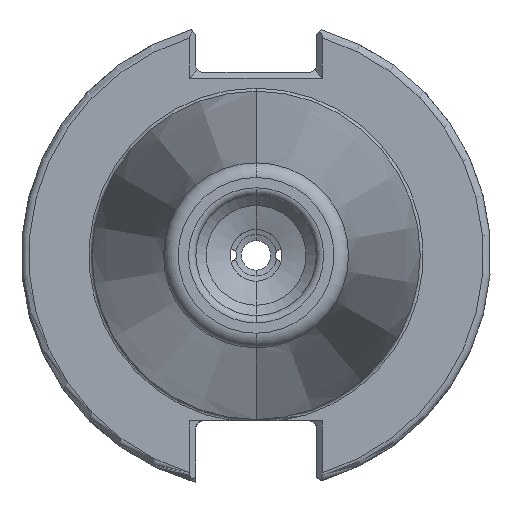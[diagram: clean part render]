
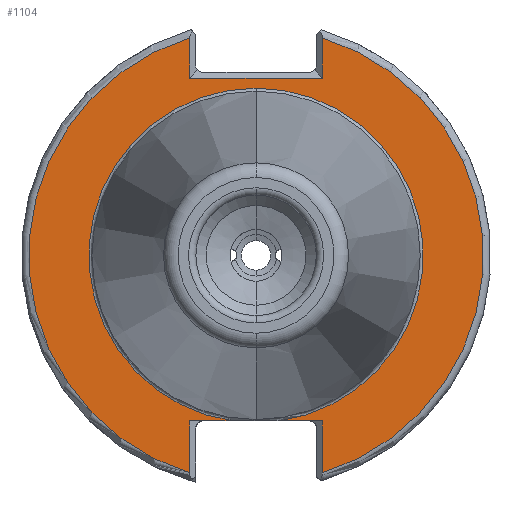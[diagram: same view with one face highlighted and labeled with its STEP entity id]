
A CAD part, left-side view. The second image highlights one B-rep face of the part: STEP entity #1104.
In plain terms, the highlighted planar face has unit normal (-1, 0, 0).
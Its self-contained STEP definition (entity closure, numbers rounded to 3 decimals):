
#54 = DIRECTION ( 'NONE',  ( 0., 0., 1. ) ) ;
#329 = CARTESIAN_POINT ( 'NONE',  ( -76.82, 0., 0. ) ) ;
#330 = CARTESIAN_POINT ( 'NONE',  ( -76.82, -3.112, -22.41 ) ) ;
#343 = LINE ( 'NONE', #4784, #4238 ) ;
#383 = AXIS2_PLACEMENT_3D ( 'NONE', #476, #692, #54 ) ;
#384 = VECTOR ( 'NONE', #2737, 1000. ) ;
#449 = VERTEX_POINT ( 'NONE', #1043 ) ;
#476 = CARTESIAN_POINT ( 'NONE',  ( -76.82, 0., 0. ) ) ;
#584 = ORIENTED_EDGE ( 'NONE', *, *, #4671, .T. ) ;
#692 = DIRECTION ( 'NONE',  ( -1., 0., 0. ) ) ;
#794 = DIRECTION ( 'NONE',  ( 0., 0., -1. ) ) ;
#810 = CARTESIAN_POINT ( 'NONE',  ( -76.82, -8.99, 0. ) ) ;
#841 = EDGE_CURVE ( 'NONE', #2183, #4775, #3910, .T. ) ;
#864 = CIRCLE ( 'NONE', #383, 22.625 ) ;
#941 = ORIENTED_EDGE ( 'NONE', *, *, #1617, .T. ) ;
#1012 = ORIENTED_EDGE ( 'NONE', *, *, #4550, .F. ) ;
#1043 = CARTESIAN_POINT ( 'NONE',  ( -76.82, 8.99, -29.433 ) ) ;
#1046 = CARTESIAN_POINT ( 'NONE',  ( -76.82, -8.99, 24.8 ) ) ;
#1047 = ORIENTED_EDGE ( 'NONE', *, *, #1411, .T. ) ;
#1051 = CARTESIAN_POINT ( 'NONE',  ( -76.82, 0., 0. ) ) ;
#1085 = FACE_OUTER_BOUND ( 'NONE', #2937, .T. ) ;
#1104 = ADVANCED_FACE ( 'NONE', ( #1085 ), #1132, .F. ) ;
#1112 = DIRECTION ( 'NONE',  ( 0., 0., 1. ) ) ;
#1132 = PLANE ( 'NONE',  #1992 ) ;
#1160 = DIRECTION ( 'NONE',  ( -1., 0., 0. ) ) ;
#1390 = VERTEX_POINT ( 'NONE', #3368 ) ;
#1411 = EDGE_CURVE ( 'NONE', #2566, #1780, #343, .T. ) ;
#1445 = LINE ( 'NONE', #2589, #384 ) ;
#1548 = EDGE_CURVE ( 'NONE', #3603, #3056, #4773, .T. ) ;
#1617 = EDGE_CURVE ( 'NONE', #1390, #4267, #3677, .T. ) ;
#1718 = VECTOR ( 'NONE', #3320, 1000. ) ;
#1725 = ORIENTED_EDGE ( 'NONE', *, *, #3567, .T. ) ;
#1780 = VERTEX_POINT ( 'NONE', #3003 ) ;
#1839 = VECTOR ( 'NONE', #1937, 1000. ) ;
#1896 = CARTESIAN_POINT ( 'NONE',  ( -76.82, 0., 0. ) ) ;
#1905 = DIRECTION ( 'NONE',  ( -1., 0., 0. ) ) ;
#1918 = DIRECTION ( 'NONE',  ( 0., 0., -1. ) ) ;
#1937 = DIRECTION ( 'NONE',  ( 0., -1., 0. ) ) ;
#1992 = AXIS2_PLACEMENT_3D ( 'NONE', #329, #4849, #4477 ) ;
#2027 = VECTOR ( 'NONE', #3247, 1000. ) ;
#2183 = VERTEX_POINT ( 'NONE', #330 ) ;
#2327 = DIRECTION ( 'NONE',  ( 0., -1., 0. ) ) ;
#2432 = EDGE_CURVE ( 'NONE', #449, #3603, #3108, .T. ) ;
#2516 = EDGE_CURVE ( 'NONE', #1780, #449, #3724, .T. ) ;
#2543 = CARTESIAN_POINT ( 'NONE',  ( -76.82, -8.19, -22.41 ) ) ;
#2566 = VERTEX_POINT ( 'NONE', #4571 ) ;
#2575 = ORIENTED_EDGE ( 'NONE', *, *, #3506, .T. ) ;
#2589 = CARTESIAN_POINT ( 'NONE',  ( -76.82, 0., 24. ) ) ;
#2599 = CARTESIAN_POINT ( 'NONE',  ( -76.82, -8.99, -22.41 ) ) ;
#2666 = VECTOR ( 'NONE', #794, 1000. ) ;
#2737 = DIRECTION ( 'NONE',  ( 0., 1., 0. ) ) ;
#2760 = AXIS2_PLACEMENT_3D ( 'NONE', #1896, #1905, #1918 ) ;
#2937 = EDGE_LOOP ( 'NONE', ( #1047, #3722, #4774, #4806, #1012, #3402, #4809, #584, #2575, #941, #1725 ) ) ;
#3003 = CARTESIAN_POINT ( 'NONE',  ( -76.82, 8.99, 29.433 ) ) ;
#3045 = VERTEX_POINT ( 'NONE', #3520 ) ;
#3056 = VERTEX_POINT ( 'NONE', #3417 ) ;
#3066 = CARTESIAN_POINT ( 'NONE',  ( -76.82, 8.99, 0. ) ) ;
#3108 = LINE ( 'NONE', #3066, #2027 ) ;
#3205 = AXIS2_PLACEMENT_3D ( 'NONE', #1051, #1160, #1112 ) ;
#3247 = DIRECTION ( 'NONE',  ( 0., 0., 1. ) ) ;
#3278 = VERTEX_POINT ( 'NONE', #2599 ) ;
#3297 = CARTESIAN_POINT ( 'NONE',  ( -76.82, 8.99, -22.41 ) ) ;
#3312 = LINE ( 'NONE', #2543, #4275 ) ;
#3320 = DIRECTION ( 'NONE',  ( 0., 0., -1. ) ) ;
#3368 = CARTESIAN_POINT ( 'NONE',  ( -76.82, -8.99, 29.433 ) ) ;
#3402 = ORIENTED_EDGE ( 'NONE', *, *, #841, .F. ) ;
#3417 = CARTESIAN_POINT ( 'NONE',  ( -76.82, 3.112, -22.41 ) ) ;
#3506 = EDGE_CURVE ( 'NONE', #3045, #1390, #4628, .T. ) ;
#3520 = CARTESIAN_POINT ( 'NONE',  ( -76.82, -8.99, -29.433 ) ) ;
#3539 = LINE ( 'NONE', #810, #2666 ) ;
#3544 = EDGE_CURVE ( 'NONE', #2183, #3278, #3312, .T. ) ;
#3563 = CARTESIAN_POINT ( 'NONE',  ( -76.82, 0., 22.625 ) ) ;
#3567 = EDGE_CURVE ( 'NONE', #4267, #2566, #1445, .T. ) ;
#3603 = VERTEX_POINT ( 'NONE', #3297 ) ;
#3677 = LINE ( 'NONE', #1046, #1718 ) ;
#3694 = CARTESIAN_POINT ( 'NONE',  ( -76.82, -8.19, -22.41 ) ) ;
#3722 = ORIENTED_EDGE ( 'NONE', *, *, #2516, .T. ) ;
#3724 = CIRCLE ( 'NONE', #4188, 30.775 ) ;
#3910 = CIRCLE ( 'NONE', #3205, 22.625 ) ;
#4188 = AXIS2_PLACEMENT_3D ( 'NONE', #4429, #4436, #4447 ) ;
#4238 = VECTOR ( 'NONE', #4793, 1000. ) ;
#4252 = CARTESIAN_POINT ( 'NONE',  ( -76.82, -8.99, 24. ) ) ;
#4267 = VERTEX_POINT ( 'NONE', #4252 ) ;
#4275 = VECTOR ( 'NONE', #2327, 1000. ) ;
#4429 = CARTESIAN_POINT ( 'NONE',  ( -76.82, 0., 0. ) ) ;
#4436 = DIRECTION ( 'NONE',  ( -1., 0., 0. ) ) ;
#4447 = DIRECTION ( 'NONE',  ( 0., 0., -1. ) ) ;
#4477 = DIRECTION ( 'NONE',  ( 0., 0., -1. ) ) ;
#4550 = EDGE_CURVE ( 'NONE', #4775, #3056, #864, .T. ) ;
#4571 = CARTESIAN_POINT ( 'NONE',  ( -76.82, 8.99, 24. ) ) ;
#4628 = CIRCLE ( 'NONE', #2760, 30.775 ) ;
#4671 = EDGE_CURVE ( 'NONE', #3278, #3045, #3539, .T. ) ;
#4773 = LINE ( 'NONE', #3694, #1839 ) ;
#4774 = ORIENTED_EDGE ( 'NONE', *, *, #2432, .T. ) ;
#4775 = VERTEX_POINT ( 'NONE', #3563 ) ;
#4784 = CARTESIAN_POINT ( 'NONE',  ( -76.82, 8.99, 30.701 ) ) ;
#4793 = DIRECTION ( 'NONE',  ( 0., 0., 1. ) ) ;
#4806 = ORIENTED_EDGE ( 'NONE', *, *, #1548, .T. ) ;
#4809 = ORIENTED_EDGE ( 'NONE', *, *, #3544, .T. ) ;
#4849 = DIRECTION ( 'NONE',  ( 1., 0., 0. ) ) ;
